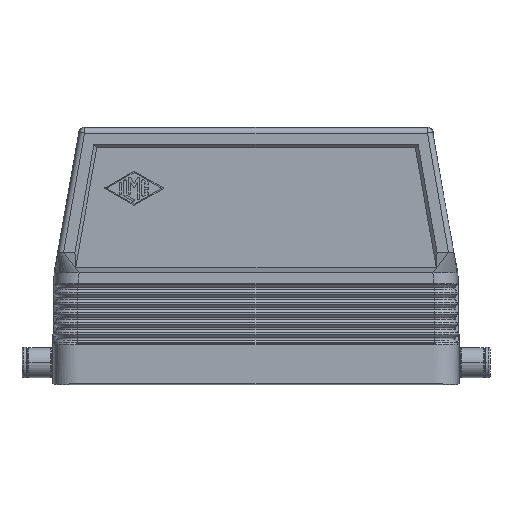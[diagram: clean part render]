
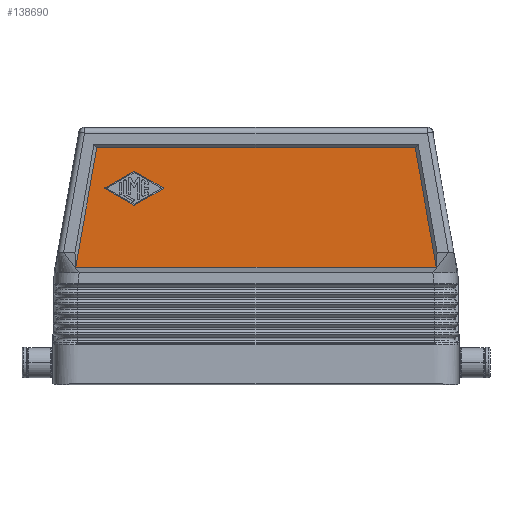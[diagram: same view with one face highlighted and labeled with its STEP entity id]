
A CAD part, left-side view. The second image highlights one B-rep face of the part: STEP entity #138690.
In plain terms, the highlighted planar face has unit normal (-1, 0, 0).
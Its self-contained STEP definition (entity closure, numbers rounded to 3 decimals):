
#137330=CARTESIAN_POINT('',(374.083,-22.843,
34.87));
#137340=VERTEX_POINT('',#137330);
#137370=CARTESIAN_POINT('',(374.083,-26.831,
12.233));
#137380=DIRECTION('',(0.,0.174,0.985));
#137390=VECTOR('',#137380,1.);
#137400=LINE('',#137370,#137390);
#137410=CARTESIAN_POINT('',(374.083,-16.613,
70.233));
#137420=VERTEX_POINT('',#137410);
#137430=EDGE_CURVE('',#137340,#137420,#137400,.T.);
#137690=CARTESIAN_POINT('',(374.083,-12.317,
48.893));
#137700=DIRECTION('',(1.,0.,0.));
#137710=DIRECTION('',(0.,1.,0.));
#137720=AXIS2_PLACEMENT_3D('',#137690,#137700,#137710);
#137730=PLANE('',#137720);
#137740=CARTESIAN_POINT('',(374.083,44.373,
34.87));
#137750=DIRECTION('',(-0.,1.,0.));
#137760=VECTOR('',#137750,1.);
#137770=LINE('',#137740,#137760);
#137780=CARTESIAN_POINT('',(374.083,83.656,
34.87));
#137790=VERTEX_POINT('',#137780);
#137800=EDGE_CURVE('',#137340,#137790,#137770,.T.);
#137810=ORIENTED_EDGE('',*,*,#137800,.F.);
#137820=CARTESIAN_POINT('',(374.083,87.644,
12.233));
#137830=DIRECTION('',(0.,-0.174,0.985));
#137840=VECTOR('',#137830,1.);
#137850=LINE('',#137820,#137840);
#137860=CARTESIAN_POINT('',(374.083,77.426,
70.233));
#137870=VERTEX_POINT('',#137860);
#137880=EDGE_CURVE('',#137790,#137870,#137850,.T.);
#137890=ORIENTED_EDGE('',*,*,#137880,.F.);
#137900=CARTESIAN_POINT('',(374.083,44.373,
70.233));
#137910=DIRECTION('',(0.,1.,0.));
#137920=VECTOR('',#137910,1.);
#137930=LINE('',#137900,#137920);
#137940=EDGE_CURVE('',#137420,#137870,#137930,.T.);
#137950=ORIENTED_EDGE('',*,*,#137940,.T.);
#137960=ORIENTED_EDGE('',*,*,#137430,.T.);
#137970=EDGE_LOOP('',(#137960,#137950,#137890,#137810));
#137980=FACE_OUTER_BOUND('',#137970,.T.);
#137990=CARTESIAN_POINT('',(374.083,66.406,
53.566));
#138000=DIRECTION('',(-1.,0.,0.));
#138010=DIRECTION('',(0.,-1.,0.));
#138020=AXIS2_PLACEMENT_3D('',#137990,#138000,#138010);
#138030=CIRCLE('',#138020,0.333);
#138040=CARTESIAN_POINT('',(374.083,66.572,
53.277));
#138050=VERTEX_POINT('',#138040);
#138060=CARTESIAN_POINT('',(374.083,66.241,
53.277));
#138070=VERTEX_POINT('',#138060);
#138080=EDGE_CURVE('',#138050,#138070,#138030,.T.);
#138090=ORIENTED_EDGE('',*,*,#138080,.F.);
#138100=CARTESIAN_POINT('',(374.083,44.373,
65.777));
#138110=DIRECTION('',(0.,-0.868,0.496));
#138120=VECTOR('',#138110,1.);
#138130=LINE('',#138100,#138120);
#138140=CARTESIAN_POINT('',(374.083,57.824,
58.088));
#138150=VERTEX_POINT('',#138140);
#138160=EDGE_CURVE('',#138070,#138150,#138130,.T.);
#138170=ORIENTED_EDGE('',*,*,#138160,.F.);
#138180=CARTESIAN_POINT('',(374.083,57.907,
58.233));
#138190=DIRECTION('',(-1.,0.,0.));
#138200=DIRECTION('',(0.,-1.,0.));
#138210=AXIS2_PLACEMENT_3D('',#138180,#138190,#138200);
#138220=CIRCLE('',#138210,0.167);
#138230=CARTESIAN_POINT('',(374.083,57.824,
58.377));
#138240=VERTEX_POINT('',#138230);
#138250=EDGE_CURVE('',#138150,#138240,#138220,.T.);
#138260=ORIENTED_EDGE('',*,*,#138250,.F.);
#138270=CARTESIAN_POINT('',(374.083,44.373,
50.688));
#138280=DIRECTION('',(0.,0.868,0.496));
#138290=VECTOR('',#138280,1.);
#138300=LINE('',#138270,#138290);
#138310=CARTESIAN_POINT('',(374.083,66.241,
63.188));
#138320=VERTEX_POINT('',#138310);
#138330=EDGE_CURVE('',#138240,#138320,#138300,.T.);
#138340=ORIENTED_EDGE('',*,*,#138330,.F.);
#138350=CARTESIAN_POINT('',(374.083,66.406,
62.899));
#138360=DIRECTION('',(-1.,0.,0.));
#138370=DIRECTION('',(0.,-1.,0.));
#138380=AXIS2_PLACEMENT_3D('',#138350,#138360,#138370);
#138390=CIRCLE('',#138380,0.333);
#138400=CARTESIAN_POINT('',(374.083,66.572,
63.188));
#138410=VERTEX_POINT('',#138400);
#138420=EDGE_CURVE('',#138320,#138410,#138390,.T.);
#138430=ORIENTED_EDGE('',*,*,#138420,.F.);
#138440=CARTESIAN_POINT('',(374.083,44.373,
75.877));
#138450=DIRECTION('',(0.,0.868,-0.496));
#138460=VECTOR('',#138450,1.);
#138470=LINE('',#138440,#138460);
#138480=CARTESIAN_POINT('',(374.083,74.988,
58.377));
#138490=VERTEX_POINT('',#138480);
#138500=EDGE_CURVE('',#138410,#138490,#138470,.T.);
#138510=ORIENTED_EDGE('',*,*,#138500,.F.);
#138520=CARTESIAN_POINT('',(374.083,74.905,
58.233));
#138530=DIRECTION('',(-1.,0.,0.));
#138540=DIRECTION('',(0.,-1.,0.));
#138550=AXIS2_PLACEMENT_3D('',#138520,#138530,#138540);
#138560=CIRCLE('',#138550,0.167);
#138570=CARTESIAN_POINT('',(374.083,74.988,
58.088));
#138580=VERTEX_POINT('',#138570);
#138590=EDGE_CURVE('',#138490,#138580,#138560,.T.);
#138600=ORIENTED_EDGE('',*,*,#138590,.F.);
#138610=CARTESIAN_POINT('',(374.083,44.373,
40.588));
#138620=DIRECTION('',(0.,-0.868,-0.496));
#138630=VECTOR('',#138620,1.);
#138640=LINE('',#138610,#138630);
#138650=EDGE_CURVE('',#138580,#138050,#138640,.T.);
#138660=ORIENTED_EDGE('',*,*,#138650,.F.);
#138670=EDGE_LOOP('',(#138660,#138600,#138510,#138430,#138340,#138260,
#138170,#138090));
#138680=FACE_BOUND('',#138670,.T.);
#138690=ADVANCED_FACE('',(#137980,#138680),#137730,.F.);
